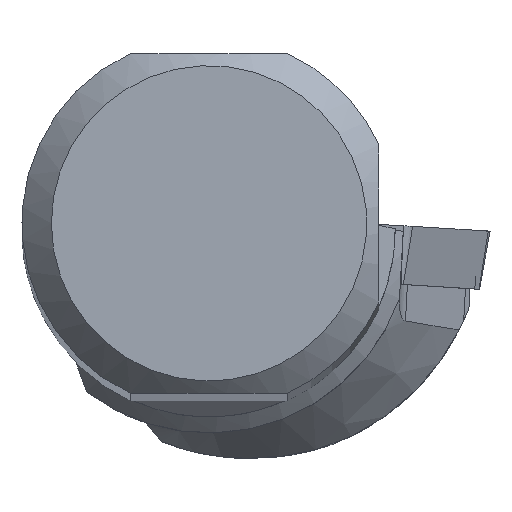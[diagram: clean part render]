
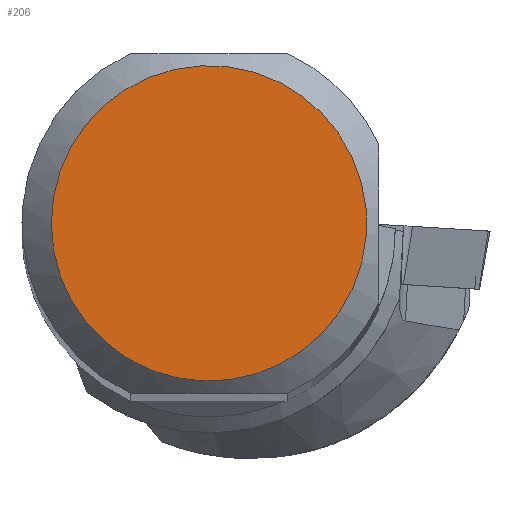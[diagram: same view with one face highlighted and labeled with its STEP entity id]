
A CAD part, top view. The second image highlights one B-rep face of the part: STEP entity #206.
In plain terms, the highlighted planar face has unit normal (0, 0, 1).
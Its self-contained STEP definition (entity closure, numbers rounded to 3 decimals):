
#158=FACE_OUTER_BOUND('',#415,.T.);
#206=ADVANCED_FACE('CU_SU_BP3',(#158),#239,.T.);
#239=PLANE('',#1124);
#415=EDGE_LOOP('',(#597));
#597=ORIENTED_EDGE('',*,*,#896,.F.);
#784=VERTEX_POINT('',#1882);
#896=EDGE_CURVE('',#784,#784,#951,.T.);
#951=CIRCLE('',#1123,10.691);
#1123=AXIS2_PLACEMENT_3D('',#1881,#1354,#1355);
#1124=AXIS2_PLACEMENT_3D('',#1883,#1356,#1357);
#1354=DIRECTION('',(0.,0.,-1.));
#1355=DIRECTION('',(-1.,0.,0.));
#1356=DIRECTION('',(0.,0.,1.));
#1357=DIRECTION('',(-1.,0.,0.));
#1881=CARTESIAN_POINT('',(0.,0.,0.));
#1882=CARTESIAN_POINT('',(-10.691,0.,0.));
#1883=CARTESIAN_POINT('',(0.,0.,0.));
